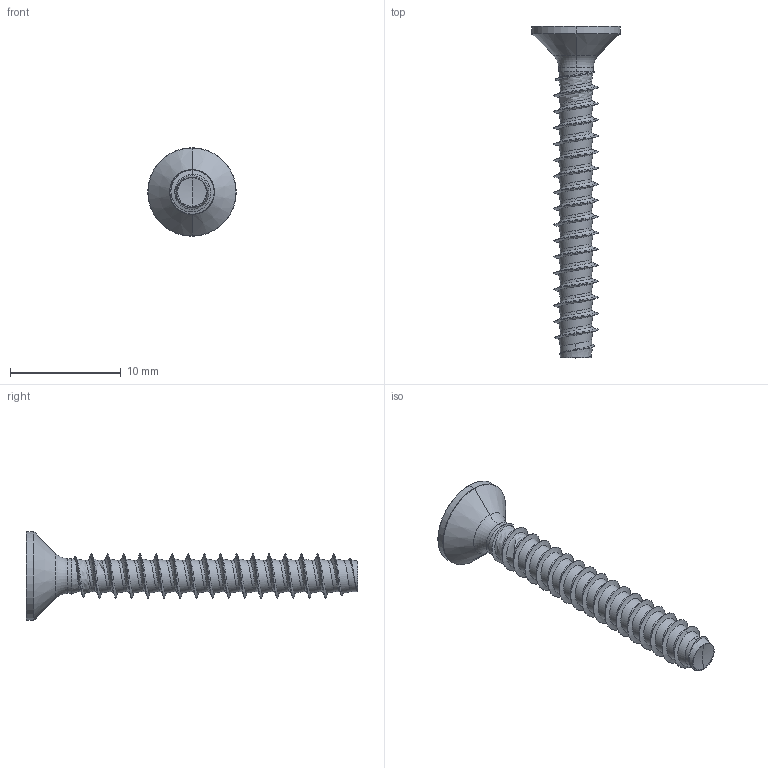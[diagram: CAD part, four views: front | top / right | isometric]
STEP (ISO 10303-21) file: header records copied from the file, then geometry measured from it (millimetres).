
FILE_DESCRIPTION (( 'STEP AP203' ), '1' );
FILE_NAME ('STP430400300.STEP', '2017-08-16T15:49:46', ( '' ), ( '' ), 'SwSTEP 2.0', 'SolidWorks 2015', '' );
FILE_SCHEMA (( 'CONFIG_CONTROL_DESIGN' ));
Length unit declared in the file: millimetre
Products named in the file (1): STP430400300
Bounding box: 8 x 30 x 8 mm (x, y, z)
Volume: 282 mm3; surface area: 552.7 mm2
Topology: 1 solids, 1 shells, 126 faces, 315 edges, 193 vertices
Faces by surface type: cylinder 63, bspline 35, cone 13, torus 10, plane 3, sphere 2
Entity records: 34082 total; most frequent: CARTESIAN_POINT 31445, ORIENTED_EDGE 630, DIRECTION 410, EDGE_CURVE 315, VERTEX_POINT 193, AXIS2_PLACEMENT_3D 165, EDGE_LOOP 128, B_SPLINE_CURVE_WITH_KNOTS 127
